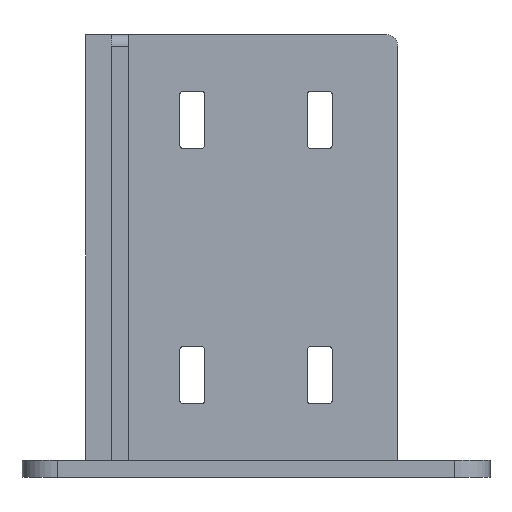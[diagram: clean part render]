
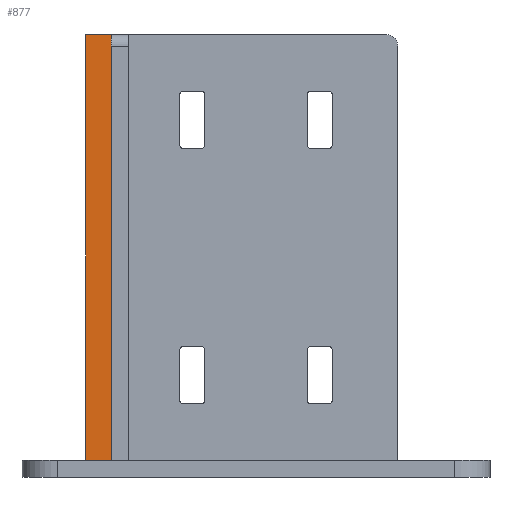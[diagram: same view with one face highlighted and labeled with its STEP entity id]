
A CAD part, left-side view. The second image highlights one B-rep face of the part: STEP entity #877.
In plain terms, the highlighted planar face has unit normal (-1, 0, 0).
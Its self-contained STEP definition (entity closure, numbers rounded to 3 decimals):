
#31 = ORIENTED_EDGE ( 'NONE', *, *, #1817, .T. ) ;
#67 = DIRECTION ( 'NONE',  ( 0., -1., 0. ) ) ;
#180 = LINE ( 'NONE', #2111, #2197 ) ;
#188 = DIRECTION ( 'NONE',  ( 0., -1., 0. ) ) ;
#294 = DIRECTION ( 'NONE',  ( 0., 0., 1. ) ) ;
#368 = PLANE ( 'NONE',  #1662 ) ;
#392 = ORIENTED_EDGE ( 'NONE', *, *, #622, .T. ) ;
#430 = LINE ( 'NONE', #1709, #2400 ) ;
#460 = FACE_OUTER_BOUND ( 'NONE', #1110, .T. ) ;
#541 = CARTESIAN_POINT ( 'NONE',  ( 22.5, 51., 6. ) ) ;
#622 = EDGE_CURVE ( 'NONE', #1526, #1914, #430, .T. ) ;
#877 = ADVANCED_FACE ( 'NONE', ( #460 ), #368, .T. ) ;
#917 = EDGE_CURVE ( 'NONE', #2386, #1593, #1411, .T. ) ;
#960 = CARTESIAN_POINT ( 'NONE',  ( 22.5, 51., 156. ) ) ;
#993 = EDGE_CURVE ( 'NONE', #1593, #1914, #1051, .T. ) ;
#1051 = LINE ( 'NONE', #1193, #2294 ) ;
#1095 = ORIENTED_EDGE ( 'NONE', *, *, #917, .F. ) ;
#1110 = EDGE_LOOP ( 'NONE', ( #2560, #1095, #31, #392 ) ) ;
#1193 = CARTESIAN_POINT ( 'NONE',  ( 22.5, 60., 156. ) ) ;
#1411 = LINE ( 'NONE', #2441, #1808 ) ;
#1526 = VERTEX_POINT ( 'NONE', #541 ) ;
#1572 = CARTESIAN_POINT ( 'NONE',  ( 22.5, 60., 156. ) ) ;
#1588 = DIRECTION ( 'NONE',  ( 0., 0., -1. ) ) ;
#1593 = VERTEX_POINT ( 'NONE', #1572 ) ;
#1605 = DIRECTION ( 'NONE',  ( 0., 0., 1. ) ) ;
#1661 = CARTESIAN_POINT ( 'NONE',  ( 22.5, 60., 6. ) ) ;
#1662 = AXIS2_PLACEMENT_3D ( 'NONE', #1802, #2641, #1588 ) ;
#1709 = CARTESIAN_POINT ( 'NONE',  ( 22.5, 51., 6. ) ) ;
#1802 = CARTESIAN_POINT ( 'NONE',  ( 22.5, 60., 6. ) ) ;
#1808 = VECTOR ( 'NONE', #1605, 1000. ) ;
#1817 = EDGE_CURVE ( 'NONE', #2386, #1526, #180, .T. ) ;
#1914 = VERTEX_POINT ( 'NONE', #960 ) ;
#2111 = CARTESIAN_POINT ( 'NONE',  ( 22.5, 60., 6. ) ) ;
#2197 = VECTOR ( 'NONE', #67, 1000. ) ;
#2294 = VECTOR ( 'NONE', #188, 1000. ) ;
#2386 = VERTEX_POINT ( 'NONE', #1661 ) ;
#2400 = VECTOR ( 'NONE', #294, 1000. ) ;
#2441 = CARTESIAN_POINT ( 'NONE',  ( 22.5, 60., 6. ) ) ;
#2560 = ORIENTED_EDGE ( 'NONE', *, *, #993, .F. ) ;
#2641 = DIRECTION ( 'NONE',  ( -1., 0., 0. ) ) ;
